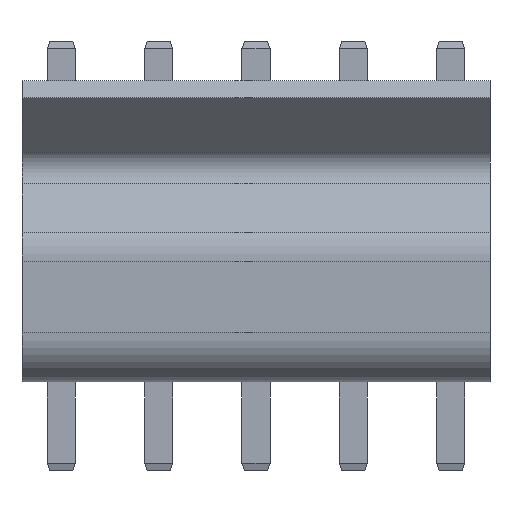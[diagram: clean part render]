
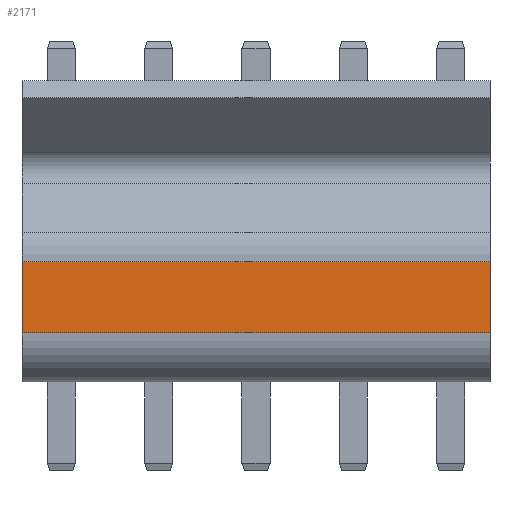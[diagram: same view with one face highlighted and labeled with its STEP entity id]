
A CAD part, front view. The second image highlights one B-rep face of the part: STEP entity #2171.
In plain terms, the highlighted planar face has unit normal (0, -1, 0).
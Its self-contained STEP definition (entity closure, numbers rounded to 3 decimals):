
#44 = PLANE('',#45);
#45 = AXIS2_PLACEMENT_3D('',#46,#47,#48);
#46 = CARTESIAN_POINT('',(17.44,-1.152,4.474));
#47 = DIRECTION('',(1.,0.,-0.));
#48 = DIRECTION('',(-0.,0.,-1.));
#490 = VERTEX_POINT('',#491);
#491 = CARTESIAN_POINT('',(17.44,-4.6,4.9));
#506 = CYLINDRICAL_SURFACE('',#507,1.925);
#507 = AXIS2_PLACEMENT_3D('',#508,#509,#510);
#508 = CARTESIAN_POINT('',(17.44,-2.676,4.958));
#509 = DIRECTION('',(1.,0.,0.));
#510 = DIRECTION('',(0.,-0.813,0.583)
);
#518 = EDGE_CURVE('',#490,#519,#521,.T.);
#519 = VERTEX_POINT('',#520);
#520 = CARTESIAN_POINT('',(17.44,-4.6,2.));
#521 = SURFACE_CURVE('',#522,(#526,#533),.PCURVE_S1.);
#522 = LINE('',#523,#524);
#523 = CARTESIAN_POINT('',(17.44,-4.6,4.9));
#524 = VECTOR('',#525,1.);
#525 = DIRECTION('',(-0.,0.,-1.));
#526 = PCURVE('',#44,#527);
#527 = DEFINITIONAL_REPRESENTATION('',(#528),#532);
#528 = LINE('',#529,#530);
#529 = CARTESIAN_POINT('',(-0.426,-3.448));
#530 = VECTOR('',#531,1.);
#531 = DIRECTION('',(1.,0.));
#532 = ( GEOMETRIC_REPRESENTATION_CONTEXT(2)
PARAMETRIC_REPRESENTATION_CONTEXT() REPRESENTATION_CONTEXT('2D SPACE',''
) );
#533 = PCURVE('',#534,#539);
#534 = PLANE('',#535);
#535 = AXIS2_PLACEMENT_3D('',#536,#537,#538);
#536 = CARTESIAN_POINT('',(17.44,-4.6,4.9));
#537 = DIRECTION('',(0.,-1.,0.));
#538 = DIRECTION('',(-0.,0.,-1.));
#539 = DEFINITIONAL_REPRESENTATION('',(#540),#544);
#540 = LINE('',#541,#542);
#541 = CARTESIAN_POINT('',(0.,0.));
#542 = VECTOR('',#543,1.);
#543 = DIRECTION('',(1.,0.));
#544 = ( GEOMETRIC_REPRESENTATION_CONTEXT(2)
PARAMETRIC_REPRESENTATION_CONTEXT() REPRESENTATION_CONTEXT('2D SPACE',''
) );
#563 = CYLINDRICAL_SURFACE('',#564,1.961);
#564 = AXIS2_PLACEMENT_3D('',#565,#566,#567);
#565 = CARTESIAN_POINT('',(17.44,-2.64,1.96));
#566 = DIRECTION('',(1.,0.,0.));
#567 = DIRECTION('',(0.,-1.,
0.02));
#836 = PLANE('',#837);
#837 = AXIS2_PLACEMENT_3D('',#838,#839,#840);
#838 = CARTESIAN_POINT('',(-1.6,-1.152,4.474));
#839 = DIRECTION('',(1.,0.,-0.));
#840 = DIRECTION('',(-0.,0.,-1.));
#2127 = VERTEX_POINT('',#2128);
#2128 = CARTESIAN_POINT('',(-1.6,-4.6,4.9));
#2150 = EDGE_CURVE('',#490,#2127,#2151,.T.);
#2151 = SURFACE_CURVE('',#2152,(#2156,#2163),.PCURVE_S1.);
#2152 = LINE('',#2153,#2154);
#2153 = CARTESIAN_POINT('',(17.44,-4.6,4.9));
#2154 = VECTOR('',#2155,1.);
#2155 = DIRECTION('',(-1.,0.,0.));
#2156 = PCURVE('',#506,#2157);
#2157 = DEFINITIONAL_REPRESENTATION('',(#2158),#2162);
#2158 = LINE('',#2159,#2160);
#2159 = CARTESIAN_POINT('',(0.652,0.));
#2160 = VECTOR('',#2161,1.);
#2161 = DIRECTION('',(0.,-1.));
#2162 = ( GEOMETRIC_REPRESENTATION_CONTEXT(2)
PARAMETRIC_REPRESENTATION_CONTEXT() REPRESENTATION_CONTEXT('2D SPACE',''
) );
#2163 = PCURVE('',#534,#2164);
#2164 = DEFINITIONAL_REPRESENTATION('',(#2165),#2169);
#2165 = LINE('',#2166,#2167);
#2166 = CARTESIAN_POINT('',(0.,0.));
#2167 = VECTOR('',#2168,1.);
#2168 = DIRECTION('',(0.,-1.));
#2169 = ( GEOMETRIC_REPRESENTATION_CONTEXT(2)
PARAMETRIC_REPRESENTATION_CONTEXT() REPRESENTATION_CONTEXT('2D SPACE',''
) );
#2171 = ADVANCED_FACE('',(#2172),#534,.T.);
#2172 = FACE_BOUND('',#2173,.T.);
#2173 = EDGE_LOOP('',(#2174,#2175,#2198,#2219));
#2174 = ORIENTED_EDGE('',*,*,#2150,.T.);
#2175 = ORIENTED_EDGE('',*,*,#2176,.T.);
#2176 = EDGE_CURVE('',#2127,#2177,#2179,.T.);
#2177 = VERTEX_POINT('',#2178);
#2178 = CARTESIAN_POINT('',(-1.6,-4.6,2.));
#2179 = SURFACE_CURVE('',#2180,(#2184,#2191),.PCURVE_S1.);
#2180 = LINE('',#2181,#2182);
#2181 = CARTESIAN_POINT('',(-1.6,-4.6,4.9));
#2182 = VECTOR('',#2183,1.);
#2183 = DIRECTION('',(-0.,0.,-1.));
#2184 = PCURVE('',#534,#2185);
#2185 = DEFINITIONAL_REPRESENTATION('',(#2186),#2190);
#2186 = LINE('',#2187,#2188);
#2187 = CARTESIAN_POINT('',(0.,-19.04));
#2188 = VECTOR('',#2189,1.);
#2189 = DIRECTION('',(1.,0.));
#2190 = ( GEOMETRIC_REPRESENTATION_CONTEXT(2)
PARAMETRIC_REPRESENTATION_CONTEXT() REPRESENTATION_CONTEXT('2D SPACE',''
) );
#2191 = PCURVE('',#836,#2192);
#2192 = DEFINITIONAL_REPRESENTATION('',(#2193),#2197);
#2193 = LINE('',#2194,#2195);
#2194 = CARTESIAN_POINT('',(-0.426,-3.448));
#2195 = VECTOR('',#2196,1.);
#2196 = DIRECTION('',(1.,0.));
#2197 = ( GEOMETRIC_REPRESENTATION_CONTEXT(2)
PARAMETRIC_REPRESENTATION_CONTEXT() REPRESENTATION_CONTEXT('2D SPACE',''
) );
#2198 = ORIENTED_EDGE('',*,*,#2199,.F.);
#2199 = EDGE_CURVE('',#519,#2177,#2200,.T.);
#2200 = SURFACE_CURVE('',#2201,(#2205,#2212),.PCURVE_S1.);
#2201 = LINE('',#2202,#2203);
#2202 = CARTESIAN_POINT('',(17.44,-4.6,2.));
#2203 = VECTOR('',#2204,1.);
#2204 = DIRECTION('',(-1.,0.,0.));
#2205 = PCURVE('',#534,#2206);
#2206 = DEFINITIONAL_REPRESENTATION('',(#2207),#2211);
#2207 = LINE('',#2208,#2209);
#2208 = CARTESIAN_POINT('',(2.9,0.));
#2209 = VECTOR('',#2210,1.);
#2210 = DIRECTION('',(0.,-1.));
#2211 = ( GEOMETRIC_REPRESENTATION_CONTEXT(2)
PARAMETRIC_REPRESENTATION_CONTEXT() REPRESENTATION_CONTEXT('2D SPACE',''
) );
#2212 = PCURVE('',#563,#2213);
#2213 = DEFINITIONAL_REPRESENTATION('',(#2214),#2218);
#2214 = LINE('',#2215,#2216);
#2215 = CARTESIAN_POINT('',(0.,0.));
#2216 = VECTOR('',#2217,1.);
#2217 = DIRECTION('',(0.,-1.));
#2218 = ( GEOMETRIC_REPRESENTATION_CONTEXT(2)
PARAMETRIC_REPRESENTATION_CONTEXT() REPRESENTATION_CONTEXT('2D SPACE',''
) );
#2219 = ORIENTED_EDGE('',*,*,#518,.F.);
